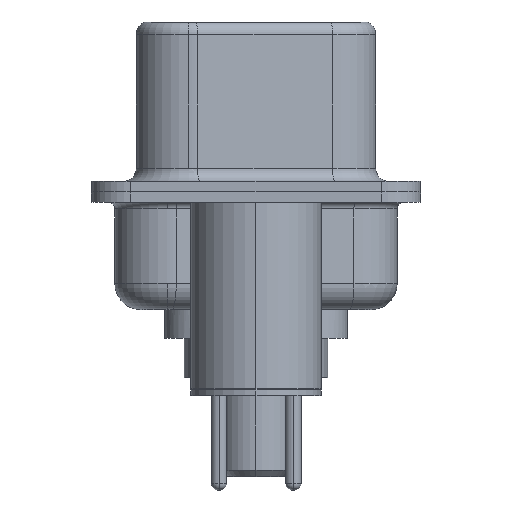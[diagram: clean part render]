
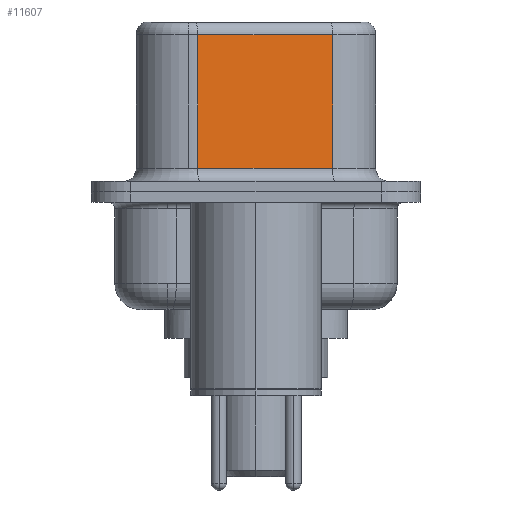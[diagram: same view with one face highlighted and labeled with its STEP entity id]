
A CAD part, left-side view. The second image highlights one B-rep face of the part: STEP entity #11607.
In plain terms, the highlighted planar face has unit normal (-0.985, -0.174, 0).
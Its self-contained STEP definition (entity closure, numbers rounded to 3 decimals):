
#202 = ORIENTED_EDGE ( 'NONE', *, *, #7474, .F. ) ;
#883 = DIRECTION ( 'NONE',  ( -0.174, 0.985, 0. ) ) ;
#1446 = VERTEX_POINT ( 'NONE', #3591 ) ;
#1629 = CARTESIAN_POINT ( 'NONE',  ( 3.67, 2.233, 0.9 ) ) ;
#1888 = VECTOR ( 'NONE', #12411, 1000. ) ;
#2044 = VECTOR ( 'NONE', #7770, 1000. ) ;
#2205 = ORIENTED_EDGE ( 'NONE', *, *, #12041, .T. ) ;
#3075 = EDGE_CURVE ( 'NONE', #10838, #1446, #7507, .T. ) ;
#3591 = CARTESIAN_POINT ( 'NONE',  ( 3.67, 2.233, 6.02 ) ) ;
#4075 = ORIENTED_EDGE ( 'NONE', *, *, #10613, .T. ) ;
#5335 = LINE ( 'NONE', #5704, #11234 ) ;
#5704 = CARTESIAN_POINT ( 'NONE',  ( 4.58, -2.927, 0.9 ) ) ;
#6372 = CARTESIAN_POINT ( 'NONE',  ( 4.58, -2.927, 6.52 ) ) ;
#6414 = PLANE ( 'NONE',  #12944 ) ;
#6541 = CARTESIAN_POINT ( 'NONE',  ( 3.67, 2.233, 6.52 ) ) ;
#6887 = VERTEX_POINT ( 'NONE', #1629 ) ;
#7474 = EDGE_CURVE ( 'NONE', #10838, #13298, #9653, .T. ) ;
#7484 = CARTESIAN_POINT ( 'NONE',  ( 4.58, -2.927, 6.52 ) ) ;
#7507 = LINE ( 'NONE', #12434, #1888 ) ;
#7530 = DIRECTION ( 'NONE',  ( 0., 0., -1. ) ) ;
#7616 = DIRECTION ( 'NONE',  ( 0.985, 0.174, 0. ) ) ;
#7770 = DIRECTION ( 'NONE',  ( 0., 0., -1. ) ) ;
#8071 = LINE ( 'NONE', #6541, #2044 ) ;
#8187 = EDGE_LOOP ( 'NONE', ( #202, #12618, #2205, #4075 ) ) ;
#8426 = CARTESIAN_POINT ( 'NONE',  ( 4.58, -2.927, 6.02 ) ) ;
#9653 = LINE ( 'NONE', #7484, #12317 ) ;
#10319 = CARTESIAN_POINT ( 'NONE',  ( 4.58, -2.927, 0.9 ) ) ;
#10613 = EDGE_CURVE ( 'NONE', #6887, #13298, #5335, .T. ) ;
#10838 = VERTEX_POINT ( 'NONE', #8426 ) ;
#11234 = VECTOR ( 'NONE', #13757, 1000. ) ;
#11607 = ADVANCED_FACE ( 'NONE', ( #14142 ), #6414, .F. ) ;
#12041 = EDGE_CURVE ( 'NONE', #1446, #6887, #8071, .T. ) ;
#12317 = VECTOR ( 'NONE', #7530, 1000. ) ;
#12411 = DIRECTION ( 'NONE',  ( -0.174, 0.985, 0. ) ) ;
#12434 = CARTESIAN_POINT ( 'NONE',  ( 4.58, -2.927, 6.02 ) ) ;
#12618 = ORIENTED_EDGE ( 'NONE', *, *, #3075, .T. ) ;
#12944 = AXIS2_PLACEMENT_3D ( 'NONE', #6372, #7616, #883 ) ;
#13298 = VERTEX_POINT ( 'NONE', #10319 ) ;
#13757 = DIRECTION ( 'NONE',  ( 0.174, -0.985, 0. ) ) ;
#14142 = FACE_OUTER_BOUND ( 'NONE', #8187, .T. ) ;
